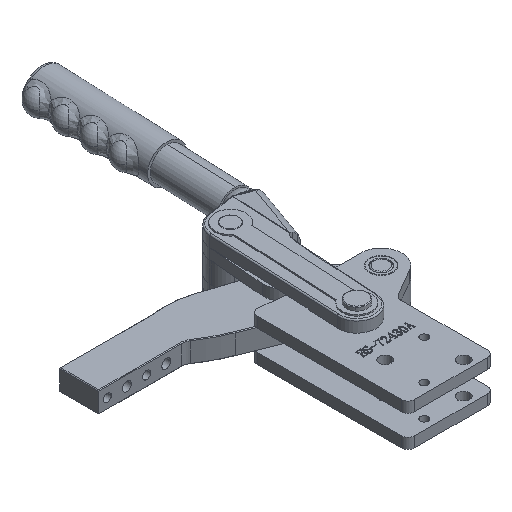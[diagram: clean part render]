
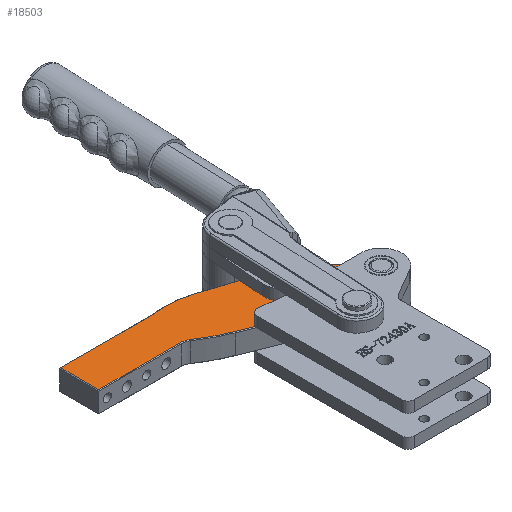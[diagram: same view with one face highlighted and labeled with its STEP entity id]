
A CAD part, isometric view. The second image highlights one B-rep face of the part: STEP entity #18503.
In plain terms, the highlighted planar face has unit normal (0, 0, 1).
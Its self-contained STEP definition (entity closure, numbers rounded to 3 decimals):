
#3903 = AXIS2_PLACEMENT_3D ( 'NONE', #11954, #11955, #11956 ) ;
#3928 = AXIS2_PLACEMENT_3D ( 'NONE', #13448, #13449, #13450 ) ;
#3937 = AXIS2_PLACEMENT_3D ( 'NONE', #13627, #13628, #13629 ) ;
#3943 = AXIS2_PLACEMENT_3D ( 'NONE', #13670, #13671, #13672 ) ;
#3960 = AXIS2_PLACEMENT_3D ( 'NONE', #13902, #13903, #13904 ) ;
#3973 = AXIS2_PLACEMENT_3D ( 'NONE', #13958, #13959, #13960 ) ;
#3979 = AXIS2_PLACEMENT_3D ( 'NONE', #14013, #14014, #14015 ) ;
#3985 = AXIS2_PLACEMENT_3D ( 'NONE', #14082, #14083, #14084 ) ;
#3992 = AXIS2_PLACEMENT_3D ( 'NONE', #14137, #14138, #14139 ) ;
#11954 = CARTESIAN_POINT ( 'NONE',  ( 3109.938, 2975.601, 16. ) ) ;
#11955 = DIRECTION ( 'NONE',  ( 0., 0., 1. ) ) ;
#11956 = DIRECTION ( 'NONE',  ( 1., 0., 0. ) ) ;
#12333 = CIRCLE ( 'NONE', #3903, 29.5 ) ;
#12353 = VECTOR ( 'NONE', #13331, 1000. ) ;
#12355 = LINE ( 'NONE', #13312, #12353 ) ;
#12370 = LINE ( 'NONE', #13367, #12373 ) ;
#12373 = VECTOR ( 'NONE', #13368, 1000. ) ;
#12409 = CIRCLE ( 'NONE', #3928, 7. ) ;
#12431 = LINE ( 'NONE', #13599, #12434 ) ;
#12433 = LINE ( 'NONE', #13601, #12436 ) ;
#12434 = VECTOR ( 'NONE', #13600, 1000. ) ;
#12436 = VECTOR ( 'NONE', #13602, 1000. ) ;
#12448 = CIRCLE ( 'NONE', #3937, 117.5 ) ;
#12460 = CIRCLE ( 'NONE', #3943, 7. ) ;
#12517 = CIRCLE ( 'NONE', #3960, 10.5 ) ;
#12548 = CIRCLE ( 'NONE', #3973, 7. ) ;
#12549 = CIRCLE ( 'NONE', #3979, 7. ) ;
#12558 = LINE ( 'NONE', #13983, #12561 ) ;
#12561 = VECTOR ( 'NONE', #14002, 1000. ) ;
#12568 = LINE ( 'NONE', #14023, #12569 ) ;
#12569 = VECTOR ( 'NONE', #14012, 1000. ) ;
#12576 = CIRCLE ( 'NONE', #3985, 15.5 ) ;
#12586 = CIRCLE ( 'NONE', #3992, 63.553 ) ;
#13312 = CARTESIAN_POINT ( 'NONE',  ( 3153.962, 2942.115, 16. ) ) ;
#13331 = DIRECTION ( 'NONE',  ( 0.928, -0.372, 0. ) ) ;
#13367 = CARTESIAN_POINT ( 'NONE',  ( 3077.52, 3016.892, 16. ) ) ;
#13368 = DIRECTION ( 'NONE',  ( -0.952, 0.306, 0. ) ) ;
#13448 = CARTESIAN_POINT ( 'NONE',  ( 3117.218, 2988.73, 16. ) ) ;
#13449 = DIRECTION ( 'NONE',  ( 0., 0., -1. ) ) ;
#13450 = DIRECTION ( 'NONE',  ( 1., 0., 0. ) ) ;
#13599 = CARTESIAN_POINT ( 'NONE',  ( 2977.721, 2989.505, 16. ) ) ;
#13600 = DIRECTION ( 'NONE',  ( 0., -1., 0. ) ) ;
#13601 = CARTESIAN_POINT ( 'NONE',  ( 2977.221, 3019.005, 16. ) ) ;
#13602 = DIRECTION ( 'NONE',  ( -1., 0., 0. ) ) ;
#13627 = CARTESIAN_POINT ( 'NONE',  ( 3111.489, 3085.735, 16. ) ) ;
#13628 = DIRECTION ( 'NONE',  ( 0., 0., 1. ) ) ;
#13629 = DIRECTION ( 'NONE',  ( 1., 0., 0. ) ) ;
#13670 = CARTESIAN_POINT ( 'NONE',  ( 3117.218, 2988.73, 16. ) ) ;
#13671 = DIRECTION ( 'NONE',  ( 0., 0., -1. ) ) ;
#13672 = DIRECTION ( 'NONE',  ( 1., 0., 0. ) ) ;
#13902 = CARTESIAN_POINT ( 'NONE',  ( 3040.08, 2979.505, 16. ) ) ;
#13903 = DIRECTION ( 'NONE',  ( 0., 0., -1. ) ) ;
#13904 = DIRECTION ( 'NONE',  ( 1., 0., 0. ) ) ;
#13958 = CARTESIAN_POINT ( 'NONE',  ( 3159.721, 2956.505, 16. ) ) ;
#13959 = DIRECTION ( 'NONE',  ( 0., 0., -1. ) ) ;
#13960 = DIRECTION ( 'NONE',  ( 1., 0., 0. ) ) ;
#13983 = CARTESIAN_POINT ( 'NONE',  ( 3127.392, 2999.384, 16. ) ) ;
#14002 = DIRECTION ( 'NONE',  ( -0.807, 0.591, 0. ) ) ;
#14012 = DIRECTION ( 'NONE',  ( 1., 0., 0. ) ) ;
#14013 = CARTESIAN_POINT ( 'NONE',  ( 3159.721, 2956.505, 16. ) ) ;
#14014 = DIRECTION ( 'NONE',  ( 0., 0., -1. ) ) ;
#14015 = DIRECTION ( 'NONE',  ( 1., 0., 0. ) ) ;
#14023 = CARTESIAN_POINT ( 'NONE',  ( 3040.08, 2990.005, 16. ) ) ;
#14082 = CARTESIAN_POINT ( 'NONE',  ( 3159.721, 2956.505, 16. ) ) ;
#14083 = DIRECTION ( 'NONE',  ( 0., 0., 1. ) ) ;
#14084 = DIRECTION ( 'NONE',  ( 1., 0., 0. ) ) ;
#14137 = CARTESIAN_POINT ( 'NONE',  ( 3058.092, 2956.381, 16. ) ) ;
#14138 = DIRECTION ( 'NONE',  ( 0., 0., 1. ) ) ;
#14139 = DIRECTION ( 'NONE',  ( 1., 0., 0. ) ) ;
#16683 = CARTESIAN_POINT ( 'NONE',  ( 3127.392, 2999.384, 16. ) ) ;
#16702 = CARTESIAN_POINT ( 'NONE',  ( 3153.962, 2942.115, 16. ) ) ;
#16737 = CARTESIAN_POINT ( 'NONE',  ( 3152.721, 2956.505, 16. ) ) ;
#16759 = CARTESIAN_POINT ( 'NONE',  ( 2977.721, 3019.005, 16. ) ) ;
#16760 = CARTESIAN_POINT ( 'NONE',  ( 3067.965, 2976.593, 16. ) ) ;
#16764 = CARTESIAN_POINT ( 'NONE',  ( 3168.877, 2969.011, 16. ) ) ;
#16775 = CARTESIAN_POINT ( 'NONE',  ( 3040.08, 2990.005, 16. ) ) ;
#16789 = CARTESIAN_POINT ( 'NONE',  ( 3047.262, 3019.005, 16. ) ) ;
#16793 = CARTESIAN_POINT ( 'NONE',  ( 3121.197, 3002.868, 16. ) ) ;
#16841 = CARTESIAN_POINT ( 'NONE',  ( 3045.938, 2988.219, 16. ) ) ;
#16845 = CARTESIAN_POINT ( 'NONE',  ( 3124.218, 2988.73, 16. ) ) ;
#16856 = CARTESIAN_POINT ( 'NONE',  ( 2977.721, 2990.005, 16. ) ) ;
#16864 = CARTESIAN_POINT ( 'NONE',  ( 3110.218, 2988.73, 16. ) ) ;
#16867 = CARTESIAN_POINT ( 'NONE',  ( 3166.721, 2956.505, 16. ) ) ;
#16889 = CARTESIAN_POINT ( 'NONE',  ( 3077.52, 3016.892, 16. ) ) ;
#18503 = ADVANCED_FACE ( 'NONE', ( #21967, #21971, #21968 ), #25423, .T. ) ;
#21967 = FACE_BOUND ( 'NONE', #26677, .T. ) ;
#21968 = FACE_BOUND ( 'NONE', #26716, .T. ) ;
#21971 = FACE_OUTER_BOUND ( 'NONE', #26654, .T. ) ;
#23013 = EDGE_CURVE ( 'NONE', #26738, #26848, #12333, .T. ) ;
#23076 = EDGE_CURVE ( 'NONE', #26815, #26757, #12355, .T. ) ;
#23098 = EDGE_CURVE ( 'NONE', #26848, #26944, #12370, .T. ) ;
#23150 = EDGE_CURVE ( 'NONE', #26919, #26900, #12409, .T. ) ;
#23178 = EDGE_CURVE ( 'NONE', #26814, #26911, #12431, .T. ) ;
#23180 = EDGE_CURVE ( 'NONE', #26844, #26814, #12433, .T. ) ;
#23201 = EDGE_CURVE ( 'NONE', #26896, #26815, #12448, .T. ) ;
#23222 = EDGE_CURVE ( 'NONE', #26900, #26919, #12460, .T. ) ;
#23313 = EDGE_CURVE ( 'NONE', #26830, #26896, #12517, .T. ) ;
#23360 = EDGE_CURVE ( 'NONE', #26792, #26922, #12548, .T. ) ;
#23382 = EDGE_CURVE ( 'NONE', #26819, #26738, #12558, .T. ) ;
#23390 = EDGE_CURVE ( 'NONE', #26922, #26792, #12549, .T. ) ;
#23399 = EDGE_CURVE ( 'NONE', #26911, #26830, #12568, .T. ) ;
#23414 = EDGE_CURVE ( 'NONE', #26757, #26819, #12576, .T. ) ;
#23438 = EDGE_CURVE ( 'NONE', #26944, #26844, #12586, .T. ) ;
#25407 = DIRECTION ( 'NONE',  ( 0., 0., 1. ) ) ;
#25418 = CARTESIAN_POINT ( 'NONE',  ( 3058.092, 2956.381, 16. ) ) ;
#25423 = PLANE ( 'NONE',  #27920 ) ;
#25428 = DIRECTION ( 'NONE',  ( 1., 0., 0. ) ) ;
#25859 = ORIENTED_EDGE ( 'NONE', *, *, #23382, .T. ) ;
#25860 = ORIENTED_EDGE ( 'NONE', *, *, #23178, .T. ) ;
#25874 = ORIENTED_EDGE ( 'NONE', *, *, #23438, .T. ) ;
#25880 = ORIENTED_EDGE ( 'NONE', *, *, #23222, .T. ) ;
#25882 = ORIENTED_EDGE ( 'NONE', *, *, #23414, .T. ) ;
#25890 = ORIENTED_EDGE ( 'NONE', *, *, #23013, .T. ) ;
#25898 = ORIENTED_EDGE ( 'NONE', *, *, #23098, .T. ) ;
#25923 = ORIENTED_EDGE ( 'NONE', *, *, #23390, .T. ) ;
#25948 = ORIENTED_EDGE ( 'NONE', *, *, #23360, .T. ) ;
#26126 = ORIENTED_EDGE ( 'NONE', *, *, #23076, .T. ) ;
#26151 = ORIENTED_EDGE ( 'NONE', *, *, #23180, .T. ) ;
#26204 = ORIENTED_EDGE ( 'NONE', *, *, #23201, .T. ) ;
#26234 = ORIENTED_EDGE ( 'NONE', *, *, #23150, .T. ) ;
#26238 = ORIENTED_EDGE ( 'NONE', *, *, #23313, .T. ) ;
#26241 = ORIENTED_EDGE ( 'NONE', *, *, #23399, .T. ) ;
#26654 = EDGE_LOOP ( 'NONE', ( #26151, #25860, #26241, #26238, #26204, #26126, #25882, #25859, #25890, #25898, #25874 ) ) ;
#26677 = EDGE_LOOP ( 'NONE', ( #25880, #26234 ) ) ;
#26716 = EDGE_LOOP ( 'NONE', ( #25923, #25948 ) ) ;
#26738 = VERTEX_POINT ( 'NONE', #16683 ) ;
#26757 = VERTEX_POINT ( 'NONE', #16702 ) ;
#26792 = VERTEX_POINT ( 'NONE', #16737 ) ;
#26814 = VERTEX_POINT ( 'NONE', #16759 ) ;
#26815 = VERTEX_POINT ( 'NONE', #16760 ) ;
#26819 = VERTEX_POINT ( 'NONE', #16764 ) ;
#26830 = VERTEX_POINT ( 'NONE', #16775 ) ;
#26844 = VERTEX_POINT ( 'NONE', #16789 ) ;
#26848 = VERTEX_POINT ( 'NONE', #16793 ) ;
#26896 = VERTEX_POINT ( 'NONE', #16841 ) ;
#26900 = VERTEX_POINT ( 'NONE', #16845 ) ;
#26911 = VERTEX_POINT ( 'NONE', #16856 ) ;
#26919 = VERTEX_POINT ( 'NONE', #16864 ) ;
#26922 = VERTEX_POINT ( 'NONE', #16867 ) ;
#26944 = VERTEX_POINT ( 'NONE', #16889 ) ;
#27920 = AXIS2_PLACEMENT_3D ( 'NONE', #25418, #25407, #25428 ) ;
